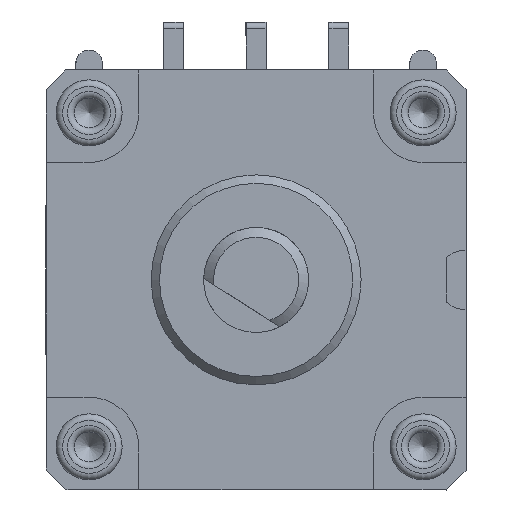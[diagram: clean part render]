
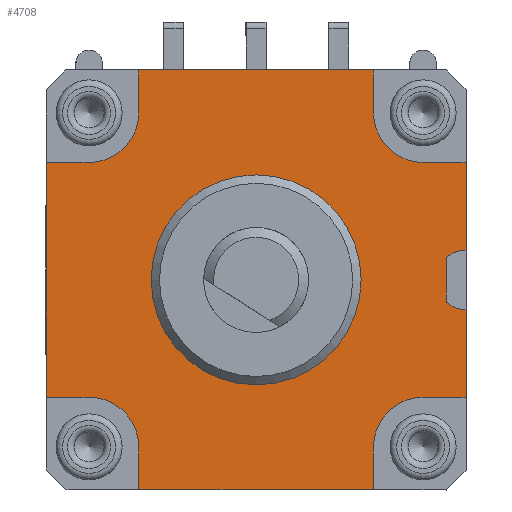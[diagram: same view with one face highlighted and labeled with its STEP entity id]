
A CAD part, front view. The second image highlights one B-rep face of the part: STEP entity #4708.
In plain terms, the highlighted planar face has unit normal (0, -1, 0).
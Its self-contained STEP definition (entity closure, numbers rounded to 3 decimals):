
#102=FACE_BOUND('',#614,.T.);
#173=PLANE('',#5118);
#360=FACE_OUTER_BOUND('',#613,.T.);
#613=EDGE_LOOP('',(#3287,#3288,#3289,#3290,#3291,#3292,#3293,#3294,#3295,
#3296,#3297,#3298,#3299,#3300,#3301,#3302,#3303,#3304,#3305,#3306));
#614=EDGE_LOOP('',(#3307));
#925=LINE('',#7038,#1417);
#926=LINE('',#7040,#1418);
#927=LINE('',#7042,#1419);
#928=LINE('',#7046,#1420);
#929=LINE('',#7048,#1421);
#930=LINE('',#7050,#1422);
#931=LINE('',#7054,#1423);
#932=LINE('',#7056,#1424);
#933=LINE('',#7058,#1425);
#934=LINE('',#7062,#1426);
#935=LINE('',#7064,#1427);
#936=LINE('',#7068,#1428);
#937=LINE('',#7072,#1429);
#938=LINE('',#7073,#1430);
#1417=VECTOR('',#5611,1.3);
#1418=VECTOR('',#5612,7.1);
#1419=VECTOR('',#5613,1.3);
#1420=VECTOR('',#5616,1.3);
#1421=VECTOR('',#5617,7.1);
#1422=VECTOR('',#5618,1.3);
#1423=VECTOR('',#5621,1.3);
#1424=VECTOR('',#5622,7.1);
#1425=VECTOR('',#5623,1.3);
#1426=VECTOR('',#5626,1.3);
#1427=VECTOR('',#5627,2.65);
#1428=VECTOR('',#5630,1.34);
#1429=VECTOR('',#5633,2.651);
#1430=VECTOR('',#5634,1.3);
#1912=CIRCLE('',#5116,3.175);
#1913=CIRCLE('',#5119,1.5);
#1914=CIRCLE('',#5120,1.5);
#1915=CIRCLE('',#5121,1.5);
#1916=CIRCLE('',#5122,1.5);
#1917=CIRCLE('',#5123,0.9);
#1918=CIRCLE('',#5124,0.9);
#2109=VERTEX_POINT('',#7029);
#2110=VERTEX_POINT('',#7034);
#2111=VERTEX_POINT('',#7035);
#2112=VERTEX_POINT('',#7037);
#2113=VERTEX_POINT('',#7039);
#2114=VERTEX_POINT('',#7041);
#2115=VERTEX_POINT('',#7043);
#2116=VERTEX_POINT('',#7045);
#2117=VERTEX_POINT('',#7047);
#2118=VERTEX_POINT('',#7049);
#2119=VERTEX_POINT('',#7051);
#2120=VERTEX_POINT('',#7053);
#2121=VERTEX_POINT('',#7055);
#2122=VERTEX_POINT('',#7057);
#2123=VERTEX_POINT('',#7059);
#2124=VERTEX_POINT('',#7061);
#2125=VERTEX_POINT('',#7063);
#2126=VERTEX_POINT('',#7065);
#2127=VERTEX_POINT('',#7067);
#2128=VERTEX_POINT('',#7069);
#2129=VERTEX_POINT('',#7071);
#2586=EDGE_CURVE('',#2109,#2109,#1912,.T.);
#2587=EDGE_CURVE('',#2110,#2111,#1913,.T.);
#2588=EDGE_CURVE('',#2110,#2112,#925,.T.);
#2589=EDGE_CURVE('',#2112,#2113,#926,.T.);
#2590=EDGE_CURVE('',#2114,#2113,#927,.T.);
#2591=EDGE_CURVE('',#2115,#2114,#1914,.T.);
#2592=EDGE_CURVE('',#2115,#2116,#928,.T.);
#2593=EDGE_CURVE('',#2116,#2117,#929,.T.);
#2594=EDGE_CURVE('',#2118,#2117,#930,.T.);
#2595=EDGE_CURVE('',#2119,#2118,#1915,.T.);
#2596=EDGE_CURVE('',#2119,#2120,#931,.T.);
#2597=EDGE_CURVE('',#2120,#2121,#932,.T.);
#2598=EDGE_CURVE('',#2122,#2121,#933,.T.);
#2599=EDGE_CURVE('',#2123,#2122,#1916,.T.);
#2600=EDGE_CURVE('',#2123,#2124,#934,.T.);
#2601=EDGE_CURVE('',#2124,#2125,#935,.T.);
#2602=EDGE_CURVE('',#2126,#2125,#1917,.T.);
#2603=EDGE_CURVE('',#2126,#2127,#936,.T.);
#2604=EDGE_CURVE('',#2128,#2127,#1918,.T.);
#2605=EDGE_CURVE('',#2128,#2129,#937,.T.);
#2606=EDGE_CURVE('',#2111,#2129,#938,.T.);
#3287=ORIENTED_EDGE('',*,*,#2587,.F.);
#3288=ORIENTED_EDGE('',*,*,#2588,.T.);
#3289=ORIENTED_EDGE('',*,*,#2589,.T.);
#3290=ORIENTED_EDGE('',*,*,#2590,.F.);
#3291=ORIENTED_EDGE('',*,*,#2591,.F.);
#3292=ORIENTED_EDGE('',*,*,#2592,.T.);
#3293=ORIENTED_EDGE('',*,*,#2593,.T.);
#3294=ORIENTED_EDGE('',*,*,#2594,.F.);
#3295=ORIENTED_EDGE('',*,*,#2595,.F.);
#3296=ORIENTED_EDGE('',*,*,#2596,.T.);
#3297=ORIENTED_EDGE('',*,*,#2597,.T.);
#3298=ORIENTED_EDGE('',*,*,#2598,.F.);
#3299=ORIENTED_EDGE('',*,*,#2599,.F.);
#3300=ORIENTED_EDGE('',*,*,#2600,.T.);
#3301=ORIENTED_EDGE('',*,*,#2601,.T.);
#3302=ORIENTED_EDGE('',*,*,#2602,.F.);
#3303=ORIENTED_EDGE('',*,*,#2603,.T.);
#3304=ORIENTED_EDGE('',*,*,#2604,.F.);
#3305=ORIENTED_EDGE('',*,*,#2605,.T.);
#3306=ORIENTED_EDGE('',*,*,#2606,.F.);
#3307=ORIENTED_EDGE('',*,*,#2586,.T.);
#4708=ADVANCED_FACE('',(#360,#102),#173,.F.);
#5116=AXIS2_PLACEMENT_3D('',#7031,#5603,#5604);
#5118=AXIS2_PLACEMENT_3D('',#7033,#5607,#5608);
#5119=AXIS2_PLACEMENT_3D('',#7036,#5609,#5610);
#5120=AXIS2_PLACEMENT_3D('',#7044,#5614,#5615);
#5121=AXIS2_PLACEMENT_3D('',#7052,#5619,#5620);
#5122=AXIS2_PLACEMENT_3D('',#7060,#5624,#5625);
#5123=AXIS2_PLACEMENT_3D('',#7066,#5628,#5629);
#5124=AXIS2_PLACEMENT_3D('',#7070,#5631,#5632);
#5603=DIRECTION('center_axis',(0.,1.,0.));
#5604=DIRECTION('ref_axis',(-1.,0.,0.));
#5607=DIRECTION('center_axis',(0.,1.,0.));
#5608=DIRECTION('ref_axis',(0.,0.,1.));
#5609=DIRECTION('center_axis',(0.,-1.,0.));
#5610=DIRECTION('ref_axis',(-1.,0.,0.));
#5611=DIRECTION('',(0.,0.,1.));
#5612=DIRECTION('',(-1.,0.,0.));
#5613=DIRECTION('',(0.,0.,1.));
#5614=DIRECTION('center_axis',(0.,-1.,0.));
#5615=DIRECTION('ref_axis',(0.,0.,-1.));
#5616=DIRECTION('',(-1.,0.,0.));
#5617=DIRECTION('',(0.,0.,-1.));
#5618=DIRECTION('',(-1.,0.,0.));
#5619=DIRECTION('center_axis',(0.,-1.,0.));
#5620=DIRECTION('ref_axis',(1.,0.,0.));
#5621=DIRECTION('',(0.,0.,-1.));
#5622=DIRECTION('',(1.,0.,0.));
#5623=DIRECTION('',(0.,0.,-1.));
#5624=DIRECTION('center_axis',(0.,-1.,0.));
#5625=DIRECTION('ref_axis',(0.,0.,1.));
#5626=DIRECTION('',(1.,0.,0.));
#5627=DIRECTION('',(0.,0.,1.));
#5628=DIRECTION('center_axis',(0.,-1.,0.));
#5629=DIRECTION('ref_axis',(-0.667,0.,-0.745));
#5630=DIRECTION('',(0.,0.,1.));
#5631=DIRECTION('center_axis',(0.,-1.,0.));
#5632=DIRECTION('ref_axis',(0.,0.,1.));
#5633=DIRECTION('',(0.,0.,1.));
#5634=DIRECTION('',(1.,0.,0.));
#7029=CARTESIAN_POINT('',(3.175,0.,0.));
#7031=CARTESIAN_POINT('Origin',(0.,0.,0.));
#7033=CARTESIAN_POINT('Origin',(0.,0.,0.));
#7034=CARTESIAN_POINT('',(3.55,0.,5.05));
#7035=CARTESIAN_POINT('',(5.05,0.,3.55));
#7036=CARTESIAN_POINT('Origin',(5.05,0.,5.05));
#7037=CARTESIAN_POINT('',(3.55,0.,6.35));
#7038=CARTESIAN_POINT('',(3.55,0.,5.05));
#7039=CARTESIAN_POINT('',(-3.55,0.,6.35));
#7040=CARTESIAN_POINT('',(3.55,0.,6.35));
#7041=CARTESIAN_POINT('',(-3.55,0.,5.05));
#7042=CARTESIAN_POINT('',(-3.55,0.,5.05));
#7043=CARTESIAN_POINT('',(-5.05,0.,3.55));
#7044=CARTESIAN_POINT('Origin',(-5.05,0.,5.05));
#7045=CARTESIAN_POINT('',(-6.35,0.,3.55));
#7046=CARTESIAN_POINT('',(-5.05,0.,3.55));
#7047=CARTESIAN_POINT('',(-6.35,0.,-3.55));
#7048=CARTESIAN_POINT('',(-6.35,0.,3.55));
#7049=CARTESIAN_POINT('',(-5.05,0.,-3.55));
#7050=CARTESIAN_POINT('',(-5.05,0.,-3.55));
#7051=CARTESIAN_POINT('',(-3.55,0.,-5.05));
#7052=CARTESIAN_POINT('Origin',(-5.05,0.,-5.05));
#7053=CARTESIAN_POINT('',(-3.55,0.,-6.35));
#7054=CARTESIAN_POINT('',(-3.55,0.,-5.05));
#7055=CARTESIAN_POINT('',(3.55,0.,-6.35));
#7056=CARTESIAN_POINT('',(-3.55,0.,-6.35));
#7057=CARTESIAN_POINT('',(3.55,0.,-5.05));
#7058=CARTESIAN_POINT('',(3.55,0.,-5.05));
#7059=CARTESIAN_POINT('',(5.05,0.,-3.55));
#7060=CARTESIAN_POINT('Origin',(5.05,0.,-5.05));
#7061=CARTESIAN_POINT('',(6.35,0.,-3.55));
#7062=CARTESIAN_POINT('',(5.05,0.,-3.55));
#7063=CARTESIAN_POINT('',(6.35,0.,-0.9));
#7064=CARTESIAN_POINT('',(6.35,0.,-3.55));
#7065=CARTESIAN_POINT('',(5.75,0.,-0.67));
#7066=CARTESIAN_POINT('Origin',(6.35,0.,0.));
#7067=CARTESIAN_POINT('',(5.75,0.,0.67));
#7068=CARTESIAN_POINT('',(5.75,0.,-0.67));
#7069=CARTESIAN_POINT('',(6.35,0.,0.899));
#7070=CARTESIAN_POINT('Origin',(6.35,0.,-0.001));
#7071=CARTESIAN_POINT('',(6.35,0.,3.55));
#7072=CARTESIAN_POINT('',(6.35,0.,0.899));
#7073=CARTESIAN_POINT('',(5.05,0.,3.55));
